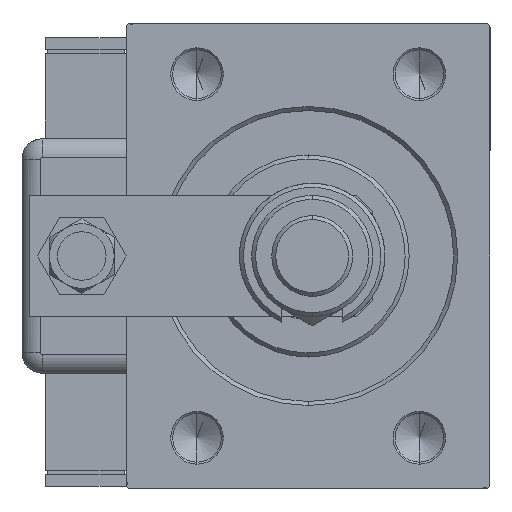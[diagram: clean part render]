
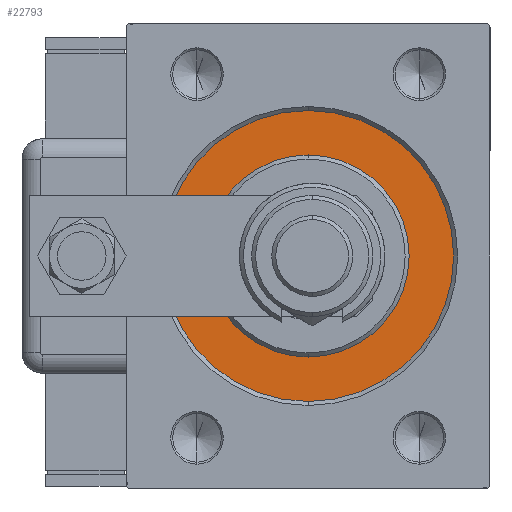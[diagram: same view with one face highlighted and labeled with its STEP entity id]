
A CAD part, left-side view. The second image highlights one B-rep face of the part: STEP entity #22793.
In plain terms, the highlighted face is planar.
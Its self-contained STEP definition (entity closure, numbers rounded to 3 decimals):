
#262 = EDGE_CURVE ( 'NONE', #7378, #8968, #10931, .T. ) ;
#771 = VERTEX_POINT ( 'NONE', #38518 ) ;
#2568 = DIRECTION ( 'NONE',  ( -1., 0., 0. ) ) ;
#2622 = ORIENTED_EDGE ( 'NONE', *, *, #51518, .F. ) ;
#3607 = PLANE ( 'NONE',  #5252 ) ;
#5252 = AXIS2_PLACEMENT_3D ( 'NONE', #17774, #13588, #37072 ) ;
#7378 = VERTEX_POINT ( 'NONE', #60329 ) ;
#8968 = VERTEX_POINT ( 'NONE', #41207 ) ;
#9046 = EDGE_LOOP ( 'NONE', ( #58043, #2622 ) ) ;
#10931 = CIRCLE ( 'NONE', #48930, 25. ) ;
#12560 = DIRECTION ( 'NONE',  ( 1., 0., 0. ) ) ;
#13588 = DIRECTION ( 'NONE',  ( -1., 0., 0. ) ) ;
#14374 = ORIENTED_EDGE ( 'NONE', *, *, #54578, .F. ) ;
#15688 = AXIS2_PLACEMENT_3D ( 'NONE', #37626, #12560, #43110 ) ;
#17692 = CIRCLE ( 'NONE', #53654, 36. ) ;
#17774 = CARTESIAN_POINT ( 'NONE',  ( 0., 0., 0. ) ) ;
#20822 = CIRCLE ( 'NONE', #15688, 25. ) ;
#22793 = ADVANCED_FACE ( 'NONE', ( #62481, #41585 ), #3607, .F. ) ;
#26069 = DIRECTION ( 'NONE',  ( 0., 0., 1. ) ) ;
#27657 = EDGE_CURVE ( 'NONE', #30195, #771, #49479, .T. ) ;
#27866 = AXIS2_PLACEMENT_3D ( 'NONE', #34806, #45404, #30593 ) ;
#30195 = VERTEX_POINT ( 'NONE', #32905 ) ;
#30593 = DIRECTION ( 'NONE',  ( 0., 0., 1. ) ) ;
#31897 = EDGE_LOOP ( 'NONE', ( #47400, #14374 ) ) ;
#32905 = CARTESIAN_POINT ( 'NONE',  ( 0., 0., -36. ) ) ;
#34806 = CARTESIAN_POINT ( 'NONE',  ( 0., 0., 0. ) ) ;
#35754 = DIRECTION ( 'NONE',  ( 0., 0., -1. ) ) ;
#36667 = CARTESIAN_POINT ( 'NONE',  ( 0., 0., 0. ) ) ;
#37072 = DIRECTION ( 'NONE',  ( 0., 0., 1. ) ) ;
#37626 = CARTESIAN_POINT ( 'NONE',  ( 0., 0., 0. ) ) ;
#38518 = CARTESIAN_POINT ( 'NONE',  ( 0., 0., 36. ) ) ;
#41207 = CARTESIAN_POINT ( 'NONE',  ( 0., 0., -25. ) ) ;
#41585 = FACE_OUTER_BOUND ( 'NONE', #9046, .T. ) ;
#43110 = DIRECTION ( 'NONE',  ( 0., 0., -1. ) ) ;
#45404 = DIRECTION ( 'NONE',  ( -1., 0., 0. ) ) ;
#47400 = ORIENTED_EDGE ( 'NONE', *, *, #262, .F. ) ;
#48930 = AXIS2_PLACEMENT_3D ( 'NONE', #49919, #54419, #35754 ) ;
#49479 = CIRCLE ( 'NONE', #27866, 36. ) ;
#49919 = CARTESIAN_POINT ( 'NONE',  ( 0., 0., 0. ) ) ;
#51518 = EDGE_CURVE ( 'NONE', #771, #30195, #17692, .T. ) ;
#53654 = AXIS2_PLACEMENT_3D ( 'NONE', #36667, #2568, #26069 ) ;
#54419 = DIRECTION ( 'NONE',  ( 1., 0., 0. ) ) ;
#54578 = EDGE_CURVE ( 'NONE', #8968, #7378, #20822, .T. ) ;
#58043 = ORIENTED_EDGE ( 'NONE', *, *, #27657, .F. ) ;
#60329 = CARTESIAN_POINT ( 'NONE',  ( 0., 0., 25. ) ) ;
#62481 = FACE_BOUND ( 'NONE', #31897, .T. ) ;
